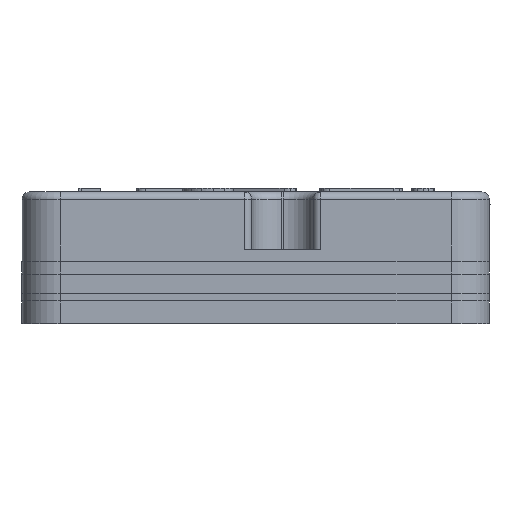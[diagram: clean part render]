
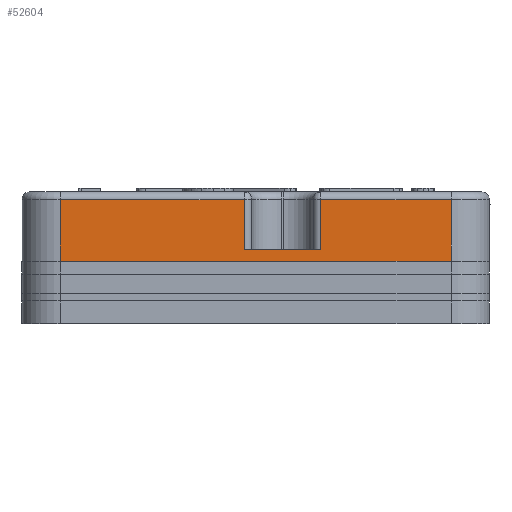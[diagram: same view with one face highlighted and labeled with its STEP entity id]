
A CAD part, left-side view. The second image highlights one B-rep face of the part: STEP entity #52604.
In plain terms, the highlighted planar face has unit normal (-1, 0, 0).
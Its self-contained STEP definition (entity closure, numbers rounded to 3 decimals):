
#3365=PLANE('',#55899);
#6028=FACE_OUTER_BOUND('',#9180,.T.);
#9180=EDGE_LOOP('',(#47736,#47737,#47738,#47739,#47740,#47741,#47742,#47743));
#15002=LINE('',#79986,#21260);
#15883=LINE('',#85690,#22141);
#15889=LINE('',#85731,#22147);
#15891=LINE('',#85741,#22149);
#15900=LINE('',#85764,#22158);
#15901=LINE('',#85767,#22159);
#15902=LINE('',#85768,#22160);
#15903=LINE('',#85769,#22161);
#21260=VECTOR('',#65895,10.);
#22141=VECTOR('',#67584,10.);
#22147=VECTOR('',#67640,10.);
#22149=VECTOR('',#67654,10.);
#22158=VECTOR('',#67679,10.);
#22159=VECTOR('',#67684,10.);
#22160=VECTOR('',#67685,10.);
#22161=VECTOR('',#67686,10.);
#26061=VERTEX_POINT('',#79983);
#26062=VERTEX_POINT('',#79985);
#26960=VERTEX_POINT('',#85687);
#26961=VERTEX_POINT('',#85689);
#26970=VERTEX_POINT('',#85725);
#26971=VERTEX_POINT('',#85729);
#26973=VERTEX_POINT('',#85739);
#26979=VERTEX_POINT('',#85763);
#32652=EDGE_CURVE('',#26062,#26061,#15002,.T.);
#33991=EDGE_CURVE('',#26960,#26961,#15883,.T.);
#34012=EDGE_CURVE('',#26970,#26971,#15889,.T.);
#34017=EDGE_CURVE('',#26973,#26960,#15891,.T.);
#34028=EDGE_CURVE('',#26971,#26979,#15900,.T.);
#34030=EDGE_CURVE('',#26973,#26979,#15901,.T.);
#34031=EDGE_CURVE('',#26062,#26970,#15902,.T.);
#34032=EDGE_CURVE('',#26061,#26961,#15903,.T.);
#47736=ORIENTED_EDGE('',*,*,#33991,.F.);
#47737=ORIENTED_EDGE('',*,*,#34017,.F.);
#47738=ORIENTED_EDGE('',*,*,#34030,.T.);
#47739=ORIENTED_EDGE('',*,*,#34028,.F.);
#47740=ORIENTED_EDGE('',*,*,#34012,.F.);
#47741=ORIENTED_EDGE('',*,*,#34031,.F.);
#47742=ORIENTED_EDGE('',*,*,#32652,.T.);
#47743=ORIENTED_EDGE('',*,*,#34032,.T.);
#52604=ADVANCED_FACE('',(#6028),#3365,.T.);
#55899=AXIS2_PLACEMENT_3D('',#85766,#67682,#67683);
#65895=DIRECTION('',(0.,-1.,0.));
#67584=DIRECTION('',(0.,-1.,0.));
#67640=DIRECTION('',(0.,-1.,0.));
#67654=DIRECTION('',(0.,0.,1.));
#67679=DIRECTION('',(0.,0.,-1.));
#67682=DIRECTION('center_axis',(-1.,0.,
0.));
#67683=DIRECTION('ref_axis',(0.,-1.,0.));
#67684=DIRECTION('',(0.,1.,0.));
#67685=DIRECTION('',(0.,0.,1.));
#67686=DIRECTION('',(0.,0.,1.));
#79983=CARTESIAN_POINT('',(0.,5.,0.));
#79985=CARTESIAN_POINT('',(0.,56.,0.));
#79986=CARTESIAN_POINT('',(0.,56.,0.));
#85687=CARTESIAN_POINT('',(0.,22.,8.035));
#85689=CARTESIAN_POINT('',(0.,5.,8.035));
#85690=CARTESIAN_POINT('',(0.,43.25,8.035));
#85725=CARTESIAN_POINT('',(0.,56.,8.035));
#85729=CARTESIAN_POINT('',(0.,32.,8.035));
#85731=CARTESIAN_POINT('',(0.,43.25,8.035));
#85739=CARTESIAN_POINT('',(0.,22.,1.5));
#85741=CARTESIAN_POINT('',(0.,22.,4.518));
#85763=CARTESIAN_POINT('',(0.,32.,1.5));
#85764=CARTESIAN_POINT('',(0.,32.,4.518));
#85766=CARTESIAN_POINT('Origin',(0.,56.,0.));
#85767=CARTESIAN_POINT('',(0.,43.25,1.5));
#85768=CARTESIAN_POINT('',(0.,56.,0.));
#85769=CARTESIAN_POINT('',(0.,5.,0.));
